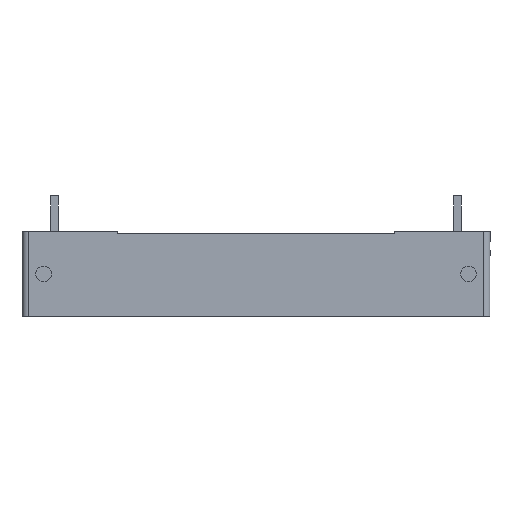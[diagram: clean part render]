
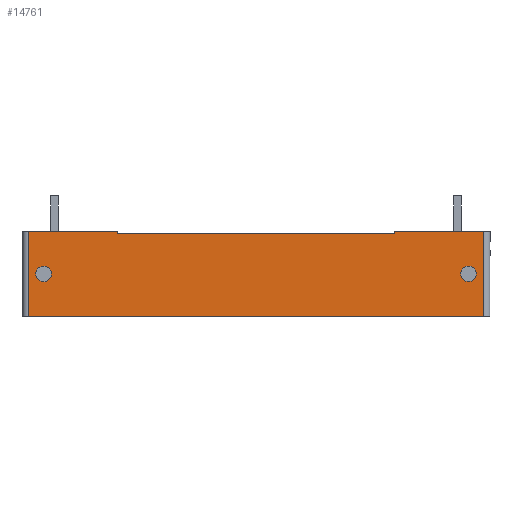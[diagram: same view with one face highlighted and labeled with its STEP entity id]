
A CAD part, front view. The second image highlights one B-rep face of the part: STEP entity #14761.
In plain terms, the highlighted planar face has unit normal (0, -1, 0).
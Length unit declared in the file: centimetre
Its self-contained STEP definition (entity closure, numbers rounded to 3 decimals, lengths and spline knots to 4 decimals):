
#311=CIRCLE('',#24508,0.1229);
#312=CIRCLE('',#24509,0.1229);
#847=VERTEX_POINT('',#20912);
#848=VERTEX_POINT('',#20913);
#931=VERTEX_POINT('',#21187);
#932=VERTEX_POINT('',#21189);
#1218=VERTEX_POINT('',#22141);
#1228=VERTEX_POINT('',#22160);
#1230=VERTEX_POINT('',#22168);
#1231=VERTEX_POINT('',#22169);
#1232=VERTEX_POINT('',#22172);
#1233=VERTEX_POINT('',#22174);
#2491=VECTOR('',#16704,1.);
#2545=VECTOR('',#16906,1.);
#2962=VECTOR('',#17659,1.);
#2963=VECTOR('',#17663,1.);
#2964=VECTOR('',#17664,1.);
#2965=VECTOR('',#17665,1.);
#2966=VECTOR('',#17666,1.);
#4315=LINE('',#20911,#2491);
#4369=LINE('',#21188,#2545);
#4786=LINE('',#22161,#2962);
#4787=LINE('',#22165,#2963);
#4788=LINE('',#22166,#2964);
#4789=LINE('',#22167,#2965);
#4790=LINE('',#22170,#2966);
#6177=EDGE_CURVE('',#847,#848,#4315,.T.);
#6288=EDGE_CURVE('',#932,#931,#4369,.T.);
#6766=EDGE_CURVE('',#1218,#1228,#4786,.T.);
#6768=EDGE_CURVE('',#931,#1218,#4787,.T.);
#6769=EDGE_CURVE('',#847,#1228,#4788,.T.);
#6770=EDGE_CURVE('',#848,#1230,#4789,.T.);
#6771=EDGE_CURVE('',#1230,#1231,#4786,.T.);
#6772=EDGE_CURVE('',#1231,#932,#4790,.T.);
#6773=EDGE_CURVE('',#1232,#1232,#311,.T.);
#6774=EDGE_CURVE('',#1233,#1233,#312,.T.);
#10011=ORIENTED_EDGE('',*,*,#6768,.T.);
#10012=ORIENTED_EDGE('',*,*,#6766,.T.);
#10013=ORIENTED_EDGE('',*,*,#6769,.F.);
#10014=ORIENTED_EDGE('',*,*,#6177,.T.);
#10015=ORIENTED_EDGE('',*,*,#6770,.T.);
#10016=ORIENTED_EDGE('',*,*,#6771,.T.);
#10017=ORIENTED_EDGE('',*,*,#6772,.T.);
#10018=ORIENTED_EDGE('',*,*,#6288,.T.);
#10019=ORIENTED_EDGE('',*,*,#6773,.T.);
#10020=ORIENTED_EDGE('',*,*,#6774,.T.);
#12745=EDGE_LOOP('',(#10011,#10012,#10013,#10014,#10015,#10016,#10017,#10018));
#12746=EDGE_LOOP('',(#10019));
#12747=EDGE_LOOP('',(#10020));
#13769=FACE_BOUND('',#12745,.T.);
#13770=FACE_BOUND('',#12746,.T.);
#13771=FACE_BOUND('',#12747,.T.);
#14761=ADVANCED_FACE('',(#13769,#13770,#13771),#15584,.T.);
#15584=PLANE('',#24507);
#16704=DIRECTION('',(1.,0.,0.));
#16906=DIRECTION('',(-1.,0.,0.));
#17659=DIRECTION('',(-1.,0.,0.));
#17662=DIRECTION('',(0.,-1.,0.));
#17663=DIRECTION('',(0.,0.,1.));
#17664=DIRECTION('',(0.,0.,1.));
#17665=DIRECTION('',(0.,0.,1.));
#17666=DIRECTION('',(0.,0.,-1.));
#17667=DIRECTION('',(0.,1.,0.));
#17668=DIRECTION('',(0.,0.,0.123));
#17669=DIRECTION('',(0.,1.,0.));
#17670=DIRECTION('',(0.,0.,0.123));
#20911=CARTESIAN_POINT('',(-3.58,-2.425,-1.26));
#20912=CARTESIAN_POINT('',(-3.58,-2.425,-1.26));
#20913=CARTESIAN_POINT('',(3.58,-2.425,-1.26));
#21187=CARTESIAN_POINT('',(-2.18,-2.425,0.05));
#21188=CARTESIAN_POINT('',(0.,-2.425,0.05));
#21189=CARTESIAN_POINT('',(2.18,-2.425,0.05));
#22141=CARTESIAN_POINT('',(-2.18,-2.425,0.09));
#22160=CARTESIAN_POINT('',(-3.58,-2.425,0.09));
#22161=CARTESIAN_POINT('',(-3.58,-2.425,0.09));
#22164=CARTESIAN_POINT('',(0.,-2.425,-1.26));
#22165=CARTESIAN_POINT('',(-2.18,-2.425,-0.585));
#22166=CARTESIAN_POINT('',(-3.58,-2.425,-1.26));
#22167=CARTESIAN_POINT('',(3.58,-2.425,-1.26));
#22168=CARTESIAN_POINT('',(3.58,-2.425,0.09));
#22169=CARTESIAN_POINT('',(2.18,-2.425,0.09));
#22170=CARTESIAN_POINT('',(2.18,-2.425,-0.585));
#22171=CARTESIAN_POINT('',(-3.34,-2.425,-0.585));
#22172=CARTESIAN_POINT('',(-3.34,-2.425,-0.4621));
#22173=CARTESIAN_POINT('',(3.34,-2.425,-0.585));
#22174=CARTESIAN_POINT('',(3.34,-2.425,-0.462));
#24507=AXIS2_PLACEMENT_3D('',#22164,#17662,$);
#24508=AXIS2_PLACEMENT_3D('',#22171,#17667,#17668);
#24509=AXIS2_PLACEMENT_3D('',#22173,#17669,#17670);
